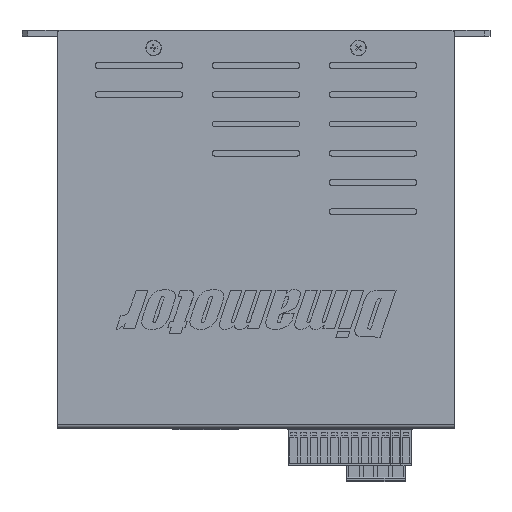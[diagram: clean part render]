
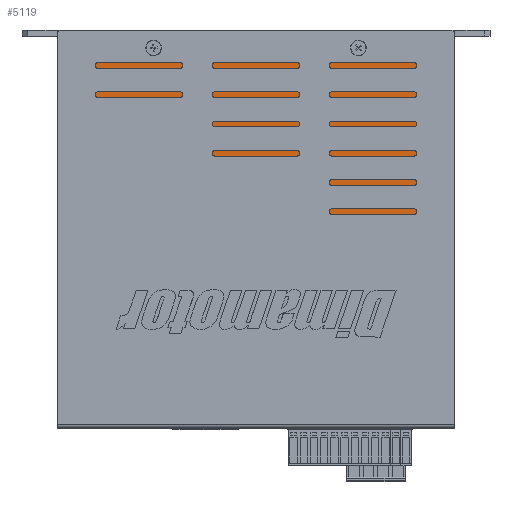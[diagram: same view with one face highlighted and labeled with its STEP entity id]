
A CAD part, top view. The second image highlights one B-rep face of the part: STEP entity #5119.
In plain terms, the highlighted planar face has unit normal (0, 0, 1).
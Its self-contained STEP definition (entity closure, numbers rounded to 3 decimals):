
#5119 = ADVANCED_FACE( '', ( #11284, #11285, #11286, #11287, #11288, #11289, #11290, #11291 ), #11292, .F. );
#11284 = FACE_BOUND( '', #18593, .T. );
#11285 = FACE_BOUND( '', #18594, .T. );
#11286 = FACE_BOUND( '', #18595, .T. );
#11287 = FACE_BOUND( '', #18596, .T. );
#11288 = FACE_BOUND( '', #18597, .T. );
#11289 = FACE_BOUND( '', #18598, .T. );
#11290 = FACE_BOUND( '', #18599, .T. );
#11291 = FACE_OUTER_BOUND( '', #18600, .T. );
#11292 = PLANE( '', #18601 );
#18593 = EDGE_LOOP( '', ( #33969 ) );
#18594 = EDGE_LOOP( '', ( #33970 ) );
#18595 = EDGE_LOOP( '', ( #33971 ) );
#18596 = EDGE_LOOP( '', ( #33972 ) );
#18597 = EDGE_LOOP( '', ( #33973 ) );
#18598 = EDGE_LOOP( '', ( #33974 ) );
#18599 = EDGE_LOOP( '', ( #33975 ) );
#18600 = EDGE_LOOP( '', ( #33976, #33977, #33978, #33979, #33980, #33981 ) );
#18601 = AXIS2_PLACEMENT_3D( '', #33982, #33983, #33984 );
#33969 = ORIENTED_EDGE( '', *, *, #48540, .T. );
#33970 = ORIENTED_EDGE( '', *, *, #44891, .T. );
#33971 = ORIENTED_EDGE( '', *, *, #48541, .T. );
#33972 = ORIENTED_EDGE( '', *, *, #48480, .T. );
#33973 = ORIENTED_EDGE( '', *, *, #48542, .T. );
#33974 = ORIENTED_EDGE( '', *, *, #47835, .T. );
#33975 = ORIENTED_EDGE( '', *, *, #48543, .T. );
#33976 = ORIENTED_EDGE( '', *, *, #48544, .F. );
#33977 = ORIENTED_EDGE( '', *, *, #43014, .T. );
#33978 = ORIENTED_EDGE( '', *, *, #48545, .T. );
#33979 = ORIENTED_EDGE( '', *, *, #48546, .T. );
#33980 = ORIENTED_EDGE( '', *, *, #48547, .T. );
#33981 = ORIENTED_EDGE( '', *, *, #48548, .T. );
#33982 = CARTESIAN_POINT( '', ( 0., 0., 2. ) );
#33983 = DIRECTION( '', ( 0., 0., -1. ) );
#33984 = DIRECTION( '', ( -1., 0., 0. ) );
#43014 = EDGE_CURVE( '', #50616, #50613, #50617, .F. );
#44891 = EDGE_CURVE( '', #53926, #53926, #53927, .T. );
#47835 = EDGE_CURVE( '', #58383, #58383, #58384, .T. );
#48480 = EDGE_CURVE( '', #59249, #59249, #59250, .T. );
#48540 = EDGE_CURVE( '', #59332, #59332, #59333, .T. );
#48541 = EDGE_CURVE( '', #59334, #59334, #59335, .T. );
#48542 = EDGE_CURVE( '', #59336, #59336, #59337, .T. );
#48543 = EDGE_CURVE( '', #59338, #59338, #59339, .T. );
#48544 = EDGE_CURVE( '', #50616, #59340, #59341, .T. );
#48545 = EDGE_CURVE( '', #50613, #59342, #59343, .T. );
#48546 = EDGE_CURVE( '', #59342, #59344, #59345, .F. );
#48547 = EDGE_CURVE( '', #59344, #59346, #59347, .T. );
#48548 = EDGE_CURVE( '', #59346, #59340, #59348, .F. );
#50613 = VERTEX_POINT( '', #61834 );
#50616 = VERTEX_POINT( '', #61837 );
#50617 = LINE( '', #61838, #61839 );
#53926 = VERTEX_POINT( '', #68245 );
#53927 = CIRCLE( '', #68246, 1.25 );
#58383 = VERTEX_POINT( '', #75993 );
#58384 = CIRCLE( '', #75994, 2.1 );
#59249 = VERTEX_POINT( '', #77500 );
#59250 = CIRCLE( '', #77501, 2.1 );
#59332 = VERTEX_POINT( '', #77610 );
#59333 = CIRCLE( '', #77611, 1.25 );
#59334 = VERTEX_POINT( '', #77612 );
#59335 = CIRCLE( '', #77613, 2.1 );
#59336 = VERTEX_POINT( '', #77614 );
#59337 = CIRCLE( '', #77615, 2.1 );
#59338 = VERTEX_POINT( '', #77616 );
#59339 = CIRCLE( '', #77617, 2.1 );
#59340 = VERTEX_POINT( '', #77618 );
#59341 = LINE( '', #77619, #77620 );
#59342 = VERTEX_POINT( '', #77621 );
#59343 = LINE( '', #77622, #77623 );
#59344 = VERTEX_POINT( '', #77624 );
#59345 = LINE( '', #77625, #77626 );
#59346 = VERTEX_POINT( '', #77627 );
#59347 = LINE( '', #77628, #77629 );
#59348 = LINE( '', #77630, #77631 );
#61834 = CARTESIAN_POINT( '', ( -65., 65.7, 2. ) );
#61837 = CARTESIAN_POINT( '', ( 65., 65.7, 2. ) );
#61838 = CARTESIAN_POINT( '', ( -65., 65.7, 2. ) );
#61839 = VECTOR( '', #80913, 1000. );
#68245 = CARTESIAN_POINT( '', ( -26.8, -29.85, 2. ) );
#68246 = AXIS2_PLACEMENT_3D( '', #82705, #82706, #82707 );
#75993 = CARTESIAN_POINT( '', ( 60., -60.8, 2. ) );
#75994 = AXIS2_PLACEMENT_3D( '', #85385, #85386, #85387 );
#77500 = CARTESIAN_POINT( '', ( -58.3, 38.9, 2. ) );
#77501 = AXIS2_PLACEMENT_3D( '', #85907, #85908, #85909 );
#77610 = CARTESIAN_POINT( '', ( -26.8, 4.15, 2. ) );
#77611 = AXIS2_PLACEMENT_3D( '', #85976, #85977, #85978 );
#77612 = CARTESIAN_POINT( '', ( -58.3, -60.8, 2. ) );
#77613 = AXIS2_PLACEMENT_3D( '', #85979, #85980, #85981 );
#77614 = CARTESIAN_POINT( '', ( -10., 38.9, 2. ) );
#77615 = AXIS2_PLACEMENT_3D( '', #85982, #85983, #85984 );
#77616 = CARTESIAN_POINT( '', ( 60., 58.7, 2. ) );
#77617 = AXIS2_PLACEMENT_3D( '', #85985, #85986, #85987 );
#77618 = CARTESIAN_POINT( '', ( 65.7, 65.7, 2. ) );
#77619 = CARTESIAN_POINT( '', ( 0., 65.7, 2. ) );
#77620 = VECTOR( '', #85988, 1000. );
#77621 = CARTESIAN_POINT( '', ( -65.7, 65.7, 2. ) );
#77622 = CARTESIAN_POINT( '', ( 0., 65.7, 2. ) );
#77623 = VECTOR( '', #85989, 1000. );
#77624 = CARTESIAN_POINT( '', ( -65.7, -62.9, 2. ) );
#77625 = CARTESIAN_POINT( '', ( -65.7, 0., 2. ) );
#77626 = VECTOR( '', #85990, 1000. );
#77627 = CARTESIAN_POINT( '', ( 65.7, -62.9, 2. ) );
#77628 = CARTESIAN_POINT( '', ( 0., -62.9, 2. ) );
#77629 = VECTOR( '', #85991, 1000. );
#77630 = CARTESIAN_POINT( '', ( 65.7, 0., 2. ) );
#77631 = VECTOR( '', #85992, 1000. );
#80913 = DIRECTION( '', ( 1., 0., 0. ) );
#82705 = CARTESIAN_POINT( '', ( -26.8, -28.6, 2. ) );
#82706 = DIRECTION( '', ( 0., 0., -1. ) );
#82707 = DIRECTION( '', ( 0., -1., 0. ) );
#85385 = CARTESIAN_POINT( '', ( 60., -58.7, 2. ) );
#85386 = DIRECTION( '', ( 0., 0., -1. ) );
#85387 = DIRECTION( '', ( 0., -1., 0. ) );
#85907 = CARTESIAN_POINT( '', ( -58.3, 41., 2. ) );
#85908 = DIRECTION( '', ( 0., 0., -1. ) );
#85909 = DIRECTION( '', ( 0., -1., 0. ) );
#85976 = CARTESIAN_POINT( '', ( -26.8, 5.4, 2. ) );
#85977 = DIRECTION( '', ( 0., 0., -1. ) );
#85978 = DIRECTION( '', ( 0., -1., 0. ) );
#85979 = CARTESIAN_POINT( '', ( -58.3, -58.7, 2. ) );
#85980 = DIRECTION( '', ( 0., 0., -1. ) );
#85981 = DIRECTION( '', ( 0., -1., 0. ) );
#85982 = CARTESIAN_POINT( '', ( -10., 41., 2. ) );
#85983 = DIRECTION( '', ( 0., 0., -1. ) );
#85984 = DIRECTION( '', ( 0., -1., 0. ) );
#85985 = CARTESIAN_POINT( '', ( 60., 60.8, 2. ) );
#85986 = DIRECTION( '', ( 0., 0., -1. ) );
#85987 = DIRECTION( '', ( 0., -1., 0. ) );
#85988 = DIRECTION( '', ( 1., 0., 0. ) );
#85989 = DIRECTION( '', ( -1., 0., 0. ) );
#85990 = DIRECTION( '', ( 0., 1., 0. ) );
#85991 = DIRECTION( '', ( 1., 0., 0. ) );
#85992 = DIRECTION( '', ( 0., -1., 0. ) );
